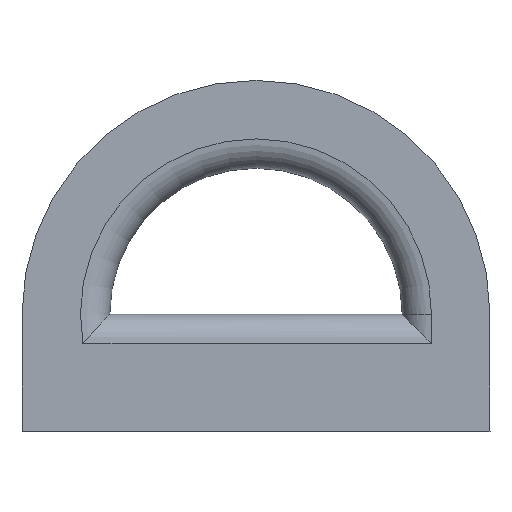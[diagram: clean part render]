
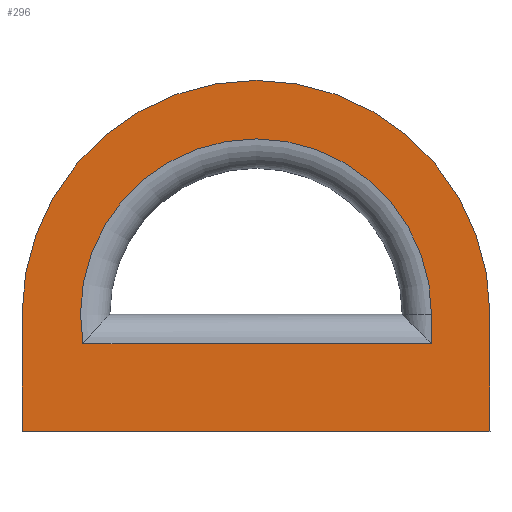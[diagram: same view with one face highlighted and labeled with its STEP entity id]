
A CAD part, top view. The second image highlights one B-rep face of the part: STEP entity #296.
In plain terms, the highlighted planar face has unit normal (0, 0, 1).
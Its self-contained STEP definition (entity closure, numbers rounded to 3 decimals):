
#21=FACE_BOUND('',#112,.T.);
#24=PLANE('',#337);
#43=LINE('',#482,#66);
#44=LINE('',#503,#67);
#46=LINE('',#510,#69);
#47=LINE('',#512,#70);
#48=LINE('',#513,#71);
#66=VECTOR('',#387,10.);
#67=VECTOR('',#398,10.);
#69=VECTOR('',#404,10.);
#70=VECTOR('',#405,10.);
#71=VECTOR('',#406,10.);
#93=FACE_OUTER_BOUND('',#111,.T.);
#111=EDGE_LOOP('',(#242,#243,#244,#245));
#112=EDGE_LOOP('',(#246,#247,#248));
#134=CIRCLE('',#335,3.);
#135=CIRCLE('',#338,4.);
#149=VERTEX_POINT('',#480);
#150=VERTEX_POINT('',#481);
#151=VERTEX_POINT('',#499);
#152=VERTEX_POINT('',#506);
#153=VERTEX_POINT('',#507);
#154=VERTEX_POINT('',#509);
#155=VERTEX_POINT('',#511);
#180=EDGE_CURVE('',#149,#150,#43,.T.);
#184=EDGE_CURVE('',#151,#149,#134,.T.);
#185=EDGE_CURVE('',#150,#151,#44,.T.);
#187=EDGE_CURVE('',#152,#153,#135,.T.);
#188=EDGE_CURVE('',#153,#154,#46,.T.);
#189=EDGE_CURVE('',#154,#155,#47,.T.);
#190=EDGE_CURVE('',#155,#152,#48,.T.);
#242=ORIENTED_EDGE('',*,*,#187,.T.);
#243=ORIENTED_EDGE('',*,*,#188,.T.);
#244=ORIENTED_EDGE('',*,*,#189,.T.);
#245=ORIENTED_EDGE('',*,*,#190,.T.);
#246=ORIENTED_EDGE('',*,*,#180,.F.);
#247=ORIENTED_EDGE('',*,*,#184,.F.);
#248=ORIENTED_EDGE('',*,*,#185,.F.);
#296=ADVANCED_FACE('',(#93,#21),#24,.T.);
#335=AXIS2_PLACEMENT_3D('',#501,#394,#395);
#337=AXIS2_PLACEMENT_3D('',#505,#400,#401);
#338=AXIS2_PLACEMENT_3D('',#508,#402,#403);
#387=DIRECTION('',(1.,0.,0.));
#394=DIRECTION('center_axis',(0.,0.,1.));
#395=DIRECTION('ref_axis',(0.,1.,0.));
#398=DIRECTION('',(0.,1.,0.));
#400=DIRECTION('center_axis',(0.,0.,1.));
#401=DIRECTION('ref_axis',(1.,0.,0.));
#402=DIRECTION('center_axis',(0.,0.,1.));
#403=DIRECTION('ref_axis',(1.,0.,0.));
#404=DIRECTION('',(0.,-1.,0.));
#405=DIRECTION('',(1.,0.,0.));
#406=DIRECTION('',(0.,1.,0.));
#480=CARTESIAN_POINT('',(1.042,1.5,2.3));
#481=CARTESIAN_POINT('',(7.,1.5,2.3));
#482=CARTESIAN_POINT('',(5.25,1.5,2.3));
#499=CARTESIAN_POINT('',(7.,2.001,2.3));
#501=CARTESIAN_POINT('Origin',(4.,2.,2.3));
#503=CARTESIAN_POINT('',(7.,2.5,2.3));
#505=CARTESIAN_POINT('Origin',(4.,3.,2.3));
#506=CARTESIAN_POINT('',(8.,2.,2.3));
#507=CARTESIAN_POINT('',(0.,2.,2.3));
#508=CARTESIAN_POINT('Origin',(4.,2.,2.3));
#509=CARTESIAN_POINT('',(0.,0.,2.3));
#510=CARTESIAN_POINT('',(0.,0.,2.3));
#511=CARTESIAN_POINT('',(8.,0.,2.3));
#512=CARTESIAN_POINT('',(8.,0.,2.3));
#513=CARTESIAN_POINT('',(8.,2.,2.3));
